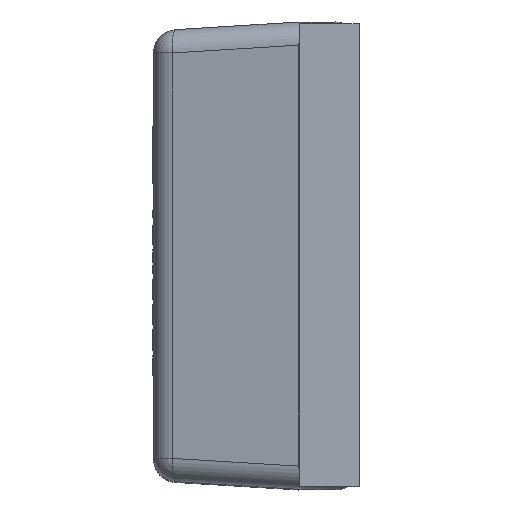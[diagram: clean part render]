
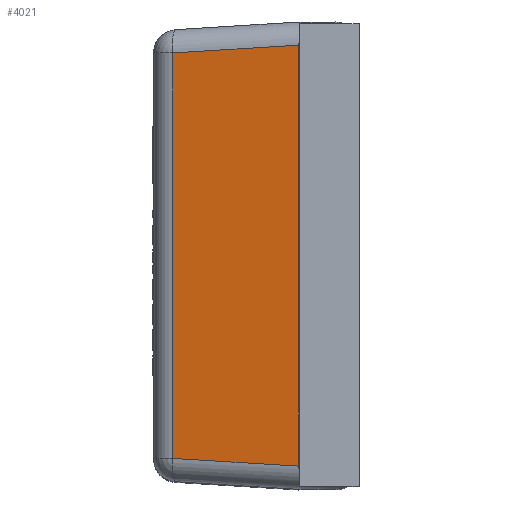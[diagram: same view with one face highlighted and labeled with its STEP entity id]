
A CAD part, top view. The second image highlights one B-rep face of the part: STEP entity #4021.
In plain terms, the highlighted planar face has unit normal (-0.175, 0, 0.985).
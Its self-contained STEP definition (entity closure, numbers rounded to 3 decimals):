
#340=FACE_OUTER_BOUND('',#578,.T.);
#578=EDGE_LOOP('',(#3175,#3176,#3177,#3178));
#935=LINE('',#6433,#1404);
#943=LINE('',#6458,#1412);
#944=LINE('',#6460,#1413);
#945=LINE('',#6461,#1414);
#1404=VECTOR('',#4914,1.);
#1412=VECTOR('',#4938,1.);
#1413=VECTOR('',#4939,1.);
#1414=VECTOR('',#4940,1.);
#1839=VERTEX_POINT('',#6429);
#1841=VERTEX_POINT('',#6432);
#1850=VERTEX_POINT('',#6457);
#1851=VERTEX_POINT('',#6459);
#2309=EDGE_CURVE('',#1841,#1839,#935,.T.);
#2322=EDGE_CURVE('',#1850,#1839,#943,.T.);
#2323=EDGE_CURVE('',#1851,#1850,#944,.T.);
#2324=EDGE_CURVE('',#1841,#1851,#945,.T.);
#3175=ORIENTED_EDGE('',*,*,#2322,.F.);
#3176=ORIENTED_EDGE('',*,*,#2323,.F.);
#3177=ORIENTED_EDGE('',*,*,#2324,.F.);
#3178=ORIENTED_EDGE('',*,*,#2309,.T.);
#3815=PLANE('',#4271);
#4021=ADVANCED_FACE('',(#340),#3815,.T.);
#4271=AXIS2_PLACEMENT_3D('',#6456,#4936,#4937);
#4914=DIRECTION('',(0.,1.,0.));
#4936=DIRECTION('center_axis',(-0.175,0.,0.985));
#4937=DIRECTION('ref_axis',(0.985,0.,0.175));
#4938=DIRECTION('',(0.983,0.061,0.174));
#4939=DIRECTION('',(0.,1.,0.));
#4940=DIRECTION('',(-0.983,0.061,-0.174));
#6429=CARTESIAN_POINT('',(1.35,4.504,13.15));
#6432=CARTESIAN_POINT('',(1.35,-4.504,13.15));
#6433=CARTESIAN_POINT('',(1.35,-2.5,13.15));
#6456=CARTESIAN_POINT('Origin',(-0.2,-2.5,12.875));
#6457=CARTESIAN_POINT('',(-1.337,4.338,12.673));
#6458=CARTESIAN_POINT('',(-0.571,4.385,12.809));
#6459=CARTESIAN_POINT('',(-1.337,-4.338,12.673));
#6460=CARTESIAN_POINT('',(-1.337,-1.25,12.673));
#6461=CARTESIAN_POINT('',(-0.826,-4.37,12.764));
